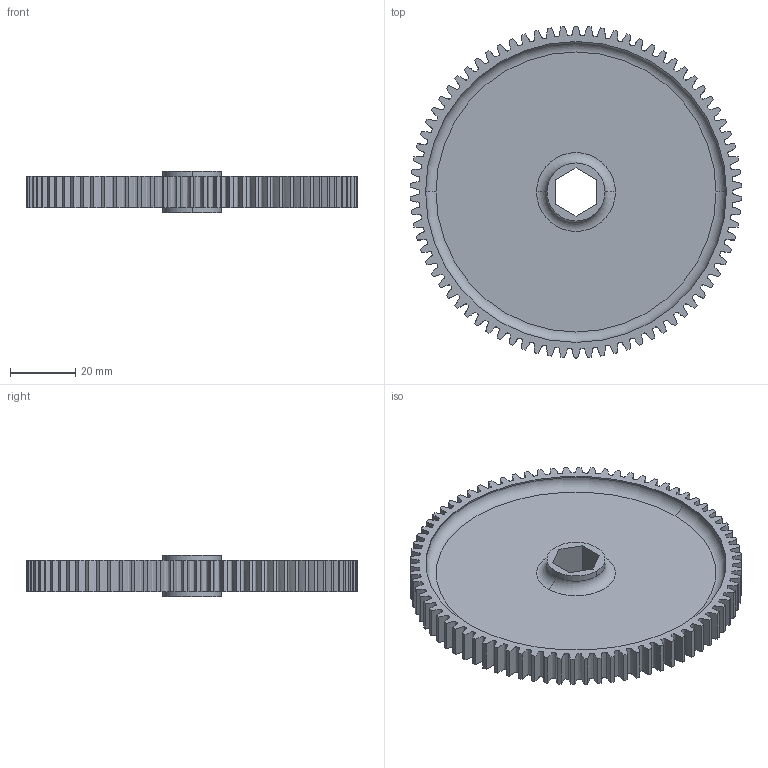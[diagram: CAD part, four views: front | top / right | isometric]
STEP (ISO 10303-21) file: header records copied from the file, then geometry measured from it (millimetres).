
FILE_DESCRIPTION (( 'STEP AP214' ), '1' );
FILE_NAME ('WCP-0147 Rev1.STEP', '2019-12-21T01:31:37', ( '' ), ( '' ), 'SwSTEP 2.0', 'SolidWorks 2018', '' );
FILE_SCHEMA (( 'AUTOMOTIVE_DESIGN' ));
Length unit declared in the file: inch
Products named in the file (1): WCP-0147 Rev1
Bounding box: 101.56 x 101.6 x 12.6 mm (x, y, z)
Volume: 29506.9 mm3; surface area: 23392.3 mm2
Topology: 1 solids, 1 shells, 184 faces, 530 edges, 352 vertices
Faces by surface type: cylinder 86, bspline 78, plane 12, torus 8
Entity records: 26262 total; most frequent: CARTESIAN_POINT 21737, ORIENTED_EDGE 1060, DIRECTION 780, EDGE_CURVE 530, VERTEX_POINT 352, AXIS2_PLACEMENT_3D 299, CIRCLE 192, EDGE_LOOP 190
